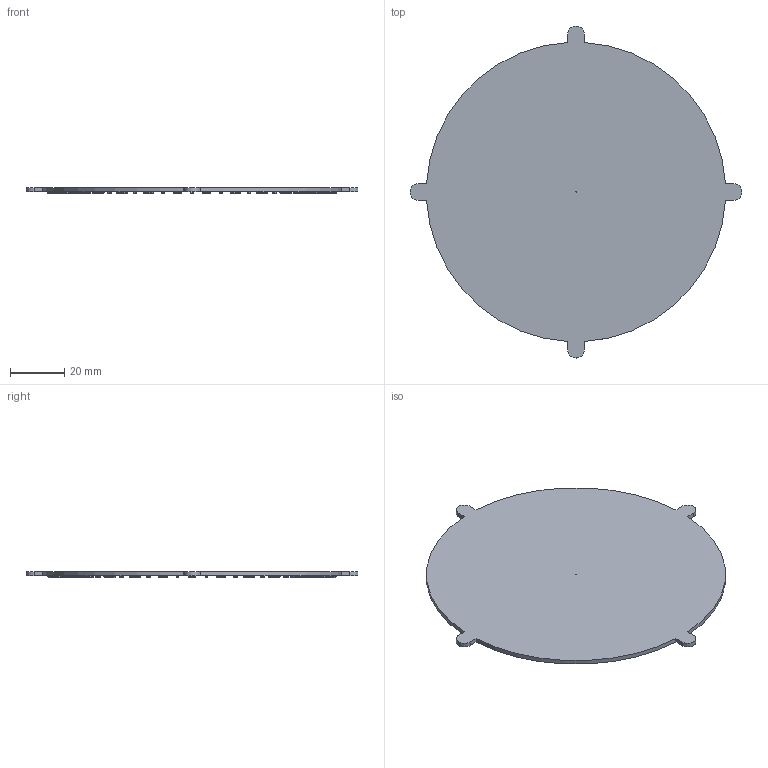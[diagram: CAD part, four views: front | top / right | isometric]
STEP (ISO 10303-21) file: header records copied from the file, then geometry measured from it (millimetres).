
FILE_DESCRIPTION(('KiCad electronic assembly'),'2;1');
FILE_NAME('l1.step','2024-11-29T08:09:37',('Pcbnew'),('Kicad'), 'Open CASCADE STEP processor 7.7','KiCad to STEP converter','Unknown' );
FILE_SCHEMA(('AUTOMOTIVE_DESIGN { 1 0 10303 214 1 1 1 1 }'));
Length unit declared in the file: millimetre
Products named in the file (6): l1 1; R0603; Resistor_0603_Text; led2835; Document; _autosave-l1_PCB
Assembly tree (63 placements, depth 3):
  l1 1
    R0603  x30
      Resistor_0603_Text
    led2835  x30
      Document
    _autosave-l1_PCB
Bounding box: 122 x 122 x 3.26 mm (x, y, z)
Volume: 15614.1 mm3; surface area: 21900 mm2
Topology: 361 solids, 391 shells, 9323 faces, 24753 edges, 16242 vertices
Faces by surface type: plane 4274, bspline 2880, extrusion 2040, cylinder 129
Full cylindrical faces by diameter (mm): 0.02 x1
Entity records: 11128 total; most frequent: CARTESIAN_POINT 3573, ORIENTED_EDGE 1770, DIRECTION 937, EDGE_CURVE 886, VERTEX_POINT 582, B_SPLINE_CURVE_WITH_KNOTS 529, VECTOR 419, LINE 351
